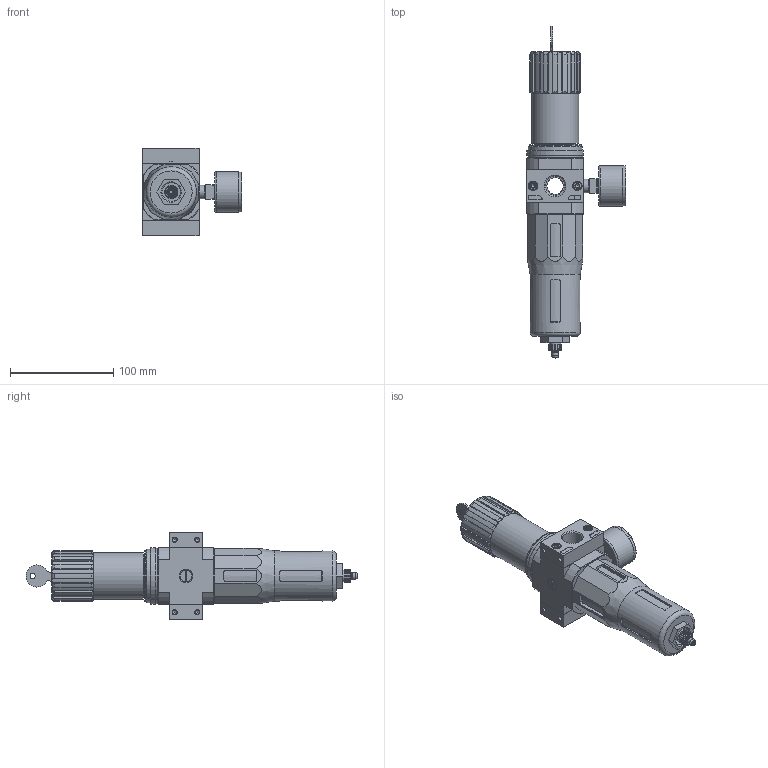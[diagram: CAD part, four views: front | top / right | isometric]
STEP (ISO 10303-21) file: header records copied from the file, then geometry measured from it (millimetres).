
FILE_DESCRIPTION(/* description */ ('STEP AP214'),/* implementation_level */ '2;1');
FILE_NAME(/* name */ '194760_LFRS-1_2-D-7-MIDI',/* time_stamp */ '2024-09-04T17:46:53+02:00',/* author */ ('License CC BY-ND 4.0'),/* organization */ ('CADENAS'),/* preprocessor_version */ 'ST-DEVELOPER v19.3',/* originating_system */ 'PARTsolutions',/* authorisation */ ' ');
FILE_SCHEMA (('AP203_CONFIGURATION_CONTROLLED_3D_DESIGN_OF_MECHANICAL_PARTS_AND_ASSEMBLIES_MIM_LF { 1 0 10303 203 3 1 4 }','AUTOMOTIVE_DESIGN {1 0 10303 214 3 1 1}'));
Length unit declared in the file: millimetre
Products named in the file (9): 194760 LFRS-1/2-D-7-MIDI; 646277 LFRS-D-7-MIDI; 380303 PBL-1/2-D-MIDI-R---(0) p1; DIN-912 - M5x18(F); 380301 PBL-1/2-D-MIDI-L---(1) p1; 8003638 PAGN-40-10-G14; 398012 LRVS-D-MINI; 373846 LR-MIDI; 648415 LF
Assembly tree (11 placements, depth 2):
  194760 LFRS-1/2-D-7-MIDI
    646277 LFRS-D-7-MIDI
    380303 PBL-1/2-D-MIDI-R---(0) p1
    DIN-912 - M5x18(F)  x4
    380301 PBL-1/2-D-MIDI-L---(1) p1
    8003638 PAGN-40-10-G14
    398012 LRVS-D-MINI
    373846 LR-MIDI
    648415 LF
Bounding box: 96.35 x 321.7 x 85 mm (x, y, z)
Volume: 640476.4 mm3; surface area: 91768.9 mm2
Topology: 11 solids, 12 shells, 613 faces, 1431 edges, 895 vertices
Faces by surface type: plane 311, cylinder 169, cone 102, torus 31
Full cylindrical faces by diameter (mm): 3 x1, 4.134 x8, 5 x4, 5.1 x1, 5.6 x1, 5.8 x1, 6.3 x1, 6.4 x1, 6.8 x1, 7.1 x1, 8.5 x4, 8.7 x1, 9 x1, 9.6 x1, 11 x1, 11.2 x2, 11.445 x2, 12.6 x1, 13.157 x2, 16 x1, 18 x1, 18.631 x2, 18.7 x1, 24.9 x1, 26.4 x1, 29.7 x1, 30.8 x1, 38.7 x1, 39 x2, 40 x1
Entity records: 17270 total; most frequent: CARTESIAN_POINT 3274, DIRECTION 2454, ORIENTED_EDGE 2292, EDGE_CURVE 1146, AXIS2_PLACEMENT_3D 963, VERTEX_POINT 799, FACE_BOUND 719, EDGE_LOOP 714
